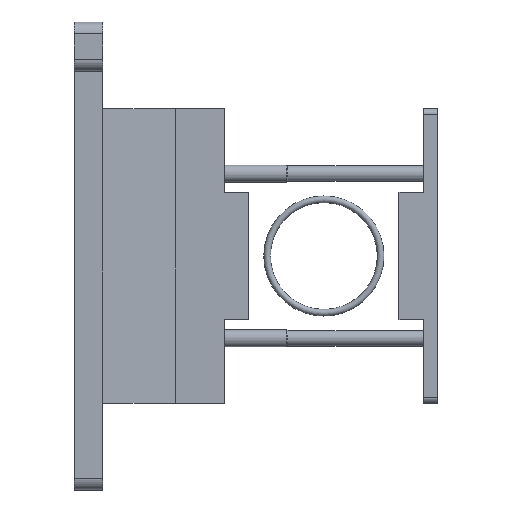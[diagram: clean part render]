
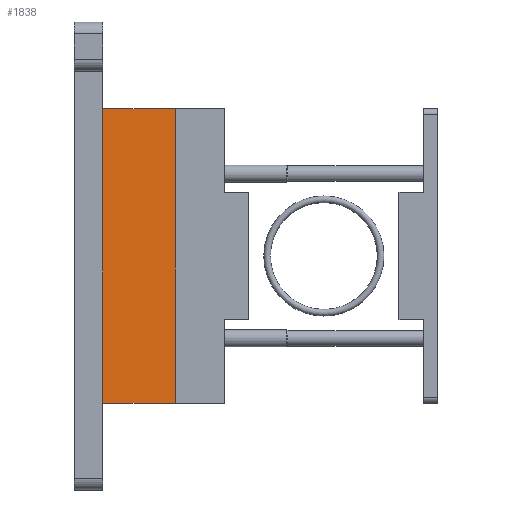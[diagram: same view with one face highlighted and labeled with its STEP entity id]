
A CAD part, top view. The second image highlights one B-rep face of the part: STEP entity #1838.
In plain terms, the highlighted face is planar.
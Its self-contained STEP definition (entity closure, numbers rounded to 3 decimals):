
#206=LINE('',#3022,#382);
#227=LINE('',#3072,#403);
#228=LINE('',#3074,#404);
#229=LINE('',#3076,#405);
#382=VECTOR('',#2474,1000.);
#403=VECTOR('',#2537,1000.);
#404=VECTOR('',#2538,1000.);
#405=VECTOR('',#2539,1000.);
#820=ORIENTED_EDGE('',*,*,#1137,.T.);
#821=ORIENTED_EDGE('',*,*,#1112,.F.);
#822=ORIENTED_EDGE('',*,*,#1138,.F.);
#823=ORIENTED_EDGE('',*,*,#1139,.T.);
#1112=EDGE_CURVE('',#1312,#1300,#206,.T.);
#1137=EDGE_CURVE('',#1321,#1300,#227,.T.);
#1138=EDGE_CURVE('',#1322,#1312,#228,.T.);
#1139=EDGE_CURVE('',#1322,#1321,#229,.T.);
#1300=VERTEX_POINT('',#2982);
#1312=VERTEX_POINT('',#3021);
#1321=VERTEX_POINT('',#3073);
#1322=VERTEX_POINT('',#3075);
#1520=EDGE_LOOP('',(#820,#821,#822,#823));
#1655=FACE_BOUND('',#1520,.T.);
#1736=PLANE('',#2063);
#1838=ADVANCED_FACE('',(#1655),#1736,.F.);
#2063=AXIS2_PLACEMENT_3D('',#3071,#2535,#2536);
#2474=DIRECTION('',(-1.,0.,0.));
#2535=DIRECTION('',(0.,-0.06,-0.998));
#2536=DIRECTION('',(0.,0.998,-0.06));
#2537=DIRECTION('',(0.,-0.998,0.06));
#2538=DIRECTION('',(0.,-0.998,0.06));
#2539=DIRECTION('',(-1.,0.,0.));
#2982=CARTESIAN_POINT('',(-51.,10.,8.75));
#3021=CARTESIAN_POINT('',(51.,10.,8.75));
#3022=CARTESIAN_POINT('',(51.,10.,8.75));
#3071=CARTESIAN_POINT('',(51.,35.,7.25));
#3072=CARTESIAN_POINT('',(-51.,35.,7.25));
#3073=CARTESIAN_POINT('',(-51.,35.,7.25));
#3074=CARTESIAN_POINT('',(51.,35.,7.25));
#3075=CARTESIAN_POINT('',(51.,35.,7.25));
#3076=CARTESIAN_POINT('',(51.,35.,7.25));
